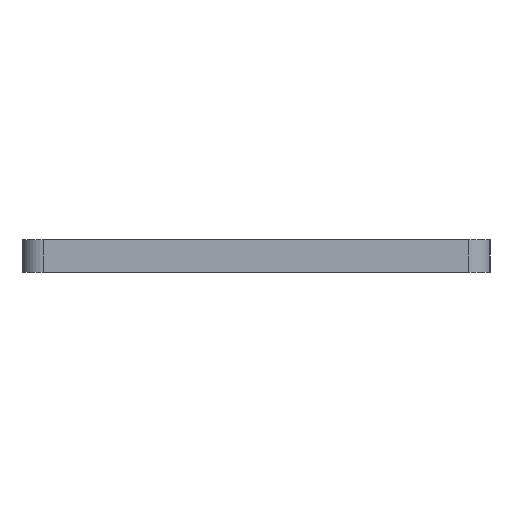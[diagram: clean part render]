
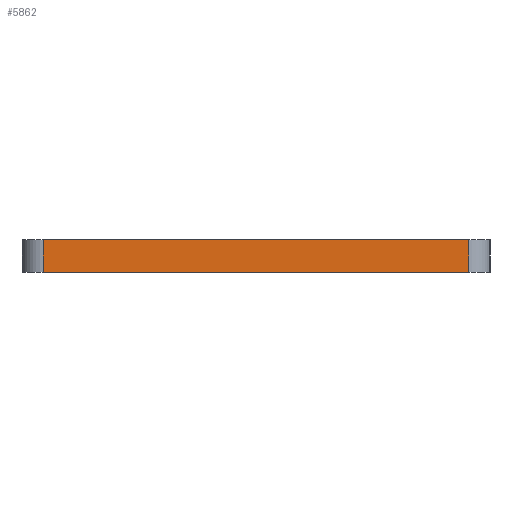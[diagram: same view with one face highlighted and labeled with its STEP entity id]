
A CAD part, left-side view. The second image highlights one B-rep face of the part: STEP entity #5862.
In plain terms, the highlighted planar face has unit normal (-1, 0, 0).
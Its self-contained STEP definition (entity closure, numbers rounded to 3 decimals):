
#6=DIRECTION('',(0.,-1.,0.));
#7=VECTOR('',#6,39.688);
#8=CARTESIAN_POINT('',(-241.5,19.844,0.));
#9=LINE('',#8,#7);
#1269=DIRECTION('',(0.,0.,-1.));
#1270=VECTOR('',#1269,3.);
#1271=CARTESIAN_POINT('',(-241.5,19.844,3.));
#1272=LINE('',#1271,#1270);
#1273=DIRECTION('',(0.,0.,-1.));
#1274=VECTOR('',#1273,3.);
#1275=CARTESIAN_POINT('',(-241.5,-19.844,3.));
#1276=LINE('',#1275,#1274);
#1309=DIRECTION('',(0.,-1.,0.));
#1310=VECTOR('',#1309,39.688);
#1311=CARTESIAN_POINT('',(-241.5,19.844,3.));
#1312=LINE('',#1311,#1310);
#3761=CARTESIAN_POINT('',(-241.5,19.844,0.));
#3763=VERTEX_POINT('',#3761);
#3767=CARTESIAN_POINT('',(-241.5,19.844,3.));
#3768=VERTEX_POINT('',#3767);
#3770=CARTESIAN_POINT('',(-241.5,-19.844,0.));
#3772=VERTEX_POINT('',#3770);
#3773=CARTESIAN_POINT('',(-241.5,-19.844,3.));
#3774=VERTEX_POINT('',#3773);
#5850=CARTESIAN_POINT('',(-241.5,21.844,0.));
#5851=DIRECTION('',(-1.,0.,0.));
#5852=DIRECTION('',(0.,-1.,0.));
#5853=AXIS2_PLACEMENT_3D('',#5850,#5851,#5852);
#5854=PLANE('',#5853);
#5855=ORIENTED_EDGE('',*,*,#5761,.F.);
#5857=ORIENTED_EDGE('',*,*,#5856,.T.);
#5858=ORIENTED_EDGE('',*,*,#5842,.T.);
#5859=ORIENTED_EDGE('',*,*,#4984,.F.);
#5860=EDGE_LOOP('',(#5855,#5857,#5858,#5859));
#5861=FACE_OUTER_BOUND('',#5860,.F.);
#5862=ADVANCED_FACE('',(#5861),#5854,.T.);
#4984=EDGE_CURVE('',#3763,#3772,#9,.T.);
#5761=EDGE_CURVE('',#3768,#3763,#1272,.T.);
#5842=EDGE_CURVE('',#3774,#3772,#1276,.T.);
#5856=EDGE_CURVE('',#3768,#3774,#1312,.T.);
